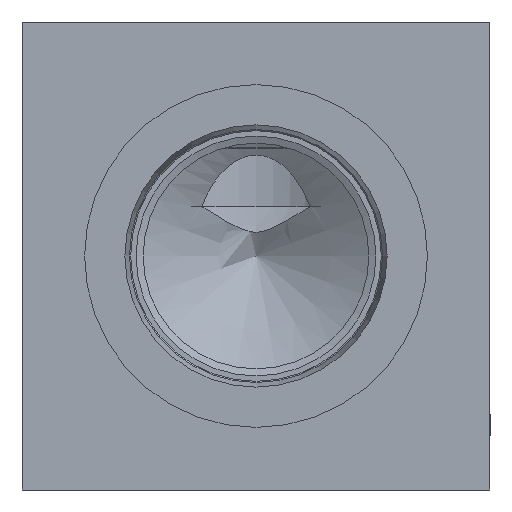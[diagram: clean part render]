
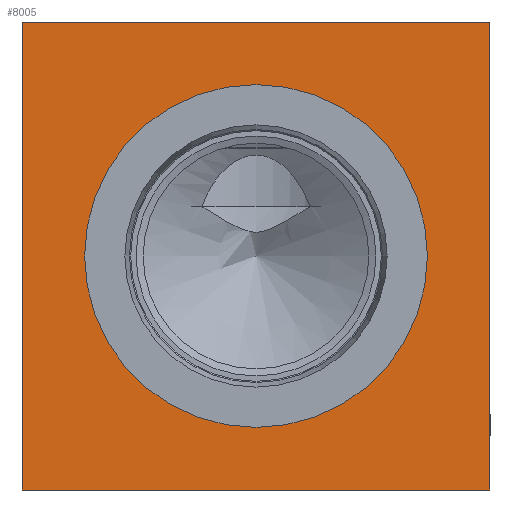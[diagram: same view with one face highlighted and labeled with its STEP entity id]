
A CAD part, left-side view. The second image highlights one B-rep face of the part: STEP entity #8005.
In plain terms, the highlighted planar face has unit normal (-1, 0, 0).
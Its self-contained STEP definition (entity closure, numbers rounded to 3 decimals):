
#262=CIRCLE('',#8478,32.563);
#263=CIRCLE('',#8479,32.563);
#326=FACE_BOUND('',#1564,.T.);
#1096=FACE_OUTER_BOUND('',#1563,.T.);
#1563=EDGE_LOOP('',(#7045,#7046,#7047,#7048));
#1564=EDGE_LOOP('',(#7049,#7050));
#1815=LINE('',#12435,#2519);
#2276=LINE('',#14007,#2980);
#2277=LINE('',#14008,#2981);
#2278=LINE('',#14009,#2982);
#2519=VECTOR('',#8841,10.);
#2980=VECTOR('',#10132,10.);
#2981=VECTOR('',#10133,10.);
#2982=VECTOR('',#10134,10.);
#3284=VERTEX_POINT('',#12428);
#3287=VERTEX_POINT('',#12433);
#3722=VERTEX_POINT('',#13976);
#3723=VERTEX_POINT('',#13977);
#3732=VERTEX_POINT('',#14005);
#3733=VERTEX_POINT('',#14006);
#4183=EDGE_CURVE('',#3287,#3284,#1815,.T.);
#4830=EDGE_CURVE('',#3722,#3723,#262,.T.);
#4831=EDGE_CURVE('',#3723,#3722,#263,.T.);
#4844=EDGE_CURVE('',#3732,#3733,#2276,.T.);
#4845=EDGE_CURVE('',#3733,#3284,#2277,.T.);
#4846=EDGE_CURVE('',#3732,#3287,#2278,.T.);
#7045=ORIENTED_EDGE('',*,*,#4844,.T.);
#7046=ORIENTED_EDGE('',*,*,#4845,.T.);
#7047=ORIENTED_EDGE('',*,*,#4183,.F.);
#7048=ORIENTED_EDGE('',*,*,#4846,.F.);
#7049=ORIENTED_EDGE('',*,*,#4830,.T.);
#7050=ORIENTED_EDGE('',*,*,#4831,.T.);
#7293=PLANE('',#8492);
#8005=ADVANCED_FACE('',(#1096,#326),#7293,.T.);
#8478=AXIS2_PLACEMENT_3D('',#13978,#10098,#10099);
#8479=AXIS2_PLACEMENT_3D('',#13979,#10100,#10101);
#8492=AXIS2_PLACEMENT_3D('',#14004,#10130,#10131);
#8841=DIRECTION('',(0.,-1.,0.));
#10098=DIRECTION('center_axis',(1.,0.,0.));
#10099=DIRECTION('ref_axis',(0.,0.,1.));
#10100=DIRECTION('center_axis',(1.,0.,0.));
#10101=DIRECTION('ref_axis',(0.,0.,1.));
#10130=DIRECTION('center_axis',(-1.,0.,0.));
#10131=DIRECTION('ref_axis',(0.,-1.,0.));
#10132=DIRECTION('',(0.,-1.,0.));
#10133=DIRECTION('',(0.,0.,1.));
#10134=DIRECTION('',(0.,0.,1.));
#12428=CARTESIAN_POINT('',(0.,0.,88.9));
#12433=CARTESIAN_POINT('',(0.,88.9,88.9));
#12435=CARTESIAN_POINT('',(0.,88.9,88.9));
#13976=CARTESIAN_POINT('',(0.,44.45,77.013));
#13977=CARTESIAN_POINT('',(0.,44.45,11.887));
#13978=CARTESIAN_POINT('Origin',(0.,44.45,44.45));
#13979=CARTESIAN_POINT('Origin',(0.,44.45,44.45));
#14004=CARTESIAN_POINT('Origin',(0.,88.9,0.));
#14005=CARTESIAN_POINT('',(0.,88.9,0.));
#14006=CARTESIAN_POINT('',(0.,0.,0.));
#14007=CARTESIAN_POINT('',(0.,88.9,0.));
#14008=CARTESIAN_POINT('',(0.,0.,0.));
#14009=CARTESIAN_POINT('',(0.,88.9,0.));
